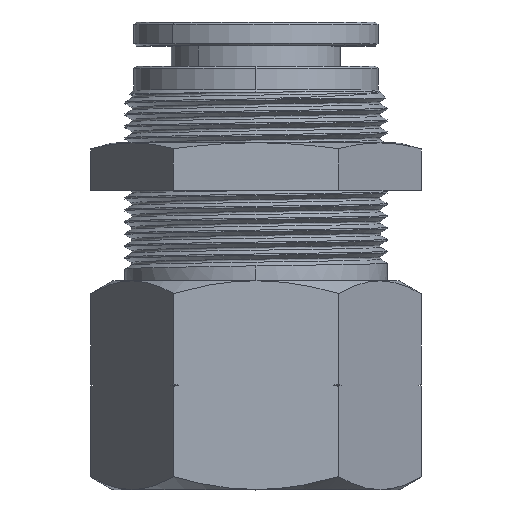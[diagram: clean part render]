
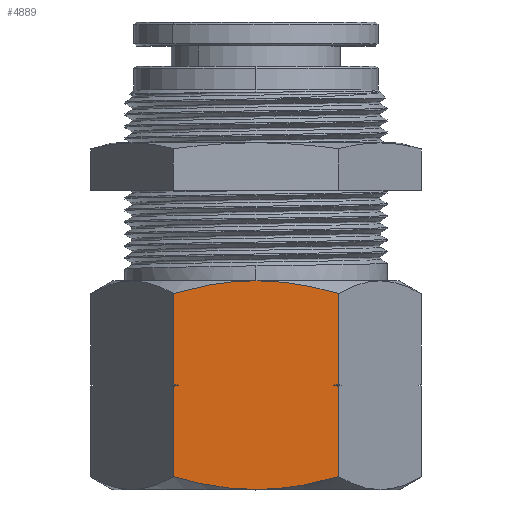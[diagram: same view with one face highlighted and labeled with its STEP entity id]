
A CAD part, top view. The second image highlights one B-rep face of the part: STEP entity #4889.
In plain terms, the highlighted planar face has unit normal (0, 0, 1).
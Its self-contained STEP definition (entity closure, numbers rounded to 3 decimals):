
#307 = CARTESIAN_POINT ( 'NONE',  ( 0., -17.5, 12. ) ) ;
#648 = B_SPLINE_CURVE_WITH_KNOTS ( 'NONE', 3,
 ( #1800, #18951, #7556, #27522, #10439, #30405 ),
 .UNSPECIFIED., .F., .F.,
 ( 4, 2, 4 ),
 ( 0.013, 0.016, 0.02 ),
 .UNSPECIFIED. ) ;
#1244 = CARTESIAN_POINT ( 'NONE',  ( -5.8, -16.754, 12. ) ) ;
#1367 = EDGE_CURVE ( 'NONE', #24836, #11512, #25827, .T. ) ;
#1372 = CARTESIAN_POINT ( 'NONE',  ( 4.673, -0.479, 12. ) ) ;
#1800 = CARTESIAN_POINT ( 'NONE',  ( -6.928, -1.072, 12. ) ) ;
#2075 = CARTESIAN_POINT ( 'NONE',  ( 6.519, -8.75, 12. ) ) ;
#2940 = CARTESIAN_POINT ( 'NONE',  ( 6.656, -8.783, 12. ) ) ;
#3025 = VECTOR ( 'NONE', #12242, 1000. ) ;
#4271 = CARTESIAN_POINT ( 'NONE',  ( 6.928, -1.072, 12. ) ) ;
#4513 = CARTESIAN_POINT ( 'NONE',  ( -6.792, -8.684, 12. ) ) ;
#4858 = VECTOR ( 'NONE', #12530, 1000. ) ;
#4889 = ADVANCED_FACE ( 'NONE', ( #7632 ), #32168, .F. ) ;
#5925 = CARTESIAN_POINT ( 'NONE',  ( 5.808, -16.752, 12. ) ) ;
#6230 = ORIENTED_EDGE ( 'NONE', *, *, #28510, .F. ) ;
#6731 = ORIENTED_EDGE ( 'NONE', *, *, #15228, .F. ) ;
#6908 = CARTESIAN_POINT ( 'NONE',  ( -1.172, -17.5, 12. ) ) ;
#7179 = VERTEX_POINT ( 'NONE', #22016 ) ;
#7291 = B_SPLINE_CURVE_WITH_KNOTS ( 'NONE', 3,
 ( #33302, #33425, #19218, #2075 ),
 .UNSPECIFIED., .F., .F.,
 ( 4, 4 ),
 ( 0.009, 0.009 ),
 .UNSPECIFIED. ) ;
#7556 = CARTESIAN_POINT ( 'NONE',  ( -4.647, -0.474, 12. ) ) ;
#7632 = FACE_OUTER_BOUND ( 'NONE', #22324, .T. ) ;
#7648 = VERTEX_POINT ( 'NONE', #27463 ) ;
#8060 = CARTESIAN_POINT ( 'NONE',  ( -6.928, -8.85, 12. ) ) ;
#8108 = ORIENTED_EDGE ( 'NONE', *, *, #32356, .F. ) ;
#8473 = CARTESIAN_POINT ( 'NONE',  ( 0., 0., 12. ) ) ;
#8500 = EDGE_CURVE ( 'NONE', #7648, #19440, #27946, .T. ) ;
#10159 = CARTESIAN_POINT ( 'NONE',  ( -6.519, -8.75, 12. ) ) ;
#10439 = CARTESIAN_POINT ( 'NONE',  ( -1.172, 0., 12. ) ) ;
#10561 = CARTESIAN_POINT ( 'NONE',  ( 6.928, -1.072, 12. ) ) ;
#11512 = VERTEX_POINT ( 'NONE', #29318 ) ;
#11572 = CARTESIAN_POINT ( 'NONE',  ( 6.928, -8.85, 12. ) ) ;
#11684 = CARTESIAN_POINT ( 'NONE',  ( 4.673, -17.021, 12. ) ) ;
#11976 = VERTEX_POINT ( 'NONE', #8473 ) ;
#11984 = LINE ( 'NONE', #13527, #33839 ) ;
#12242 = DIRECTION ( 'NONE',  ( 0., -1., 0. ) ) ;
#12279 = VERTEX_POINT ( 'NONE', #21288 ) ;
#12314 = DIRECTION ( 'NONE',  ( 0., 0., -1. ) ) ;
#12530 = DIRECTION ( 'NONE',  ( 0., -1., 0. ) ) ;
#12757 = CARTESIAN_POINT ( 'NONE',  ( 0.586, 0., 12. ) ) ;
#12983 = AXIS2_PLACEMENT_3D ( 'NONE', #29429, #12314, #32292 ) ;
#13527 = CARTESIAN_POINT ( 'NONE',  ( 6.928, 0., 12. ) ) ;
#14094 = VERTEX_POINT ( 'NONE', #10561 ) ;
#14495 = CARTESIAN_POINT ( 'NONE',  ( -6.519, -8.75, 12. ) ) ;
#14577 = CARTESIAN_POINT ( 'NONE',  ( 2.355, -17.376, 12. ) ) ;
#14872 = VERTEX_POINT ( 'NONE', #23231 ) ;
#15228 = EDGE_CURVE ( 'NONE', #14872, #7648, #7291, .T. ) ;
#15443 = CARTESIAN_POINT ( 'NONE',  ( 6.928, 0., 12. ) ) ;
#15662 = CARTESIAN_POINT ( 'NONE',  ( 1.176, -0.025, 12. ) ) ;
#16209 = CARTESIAN_POINT ( 'NONE',  ( -6.928, -8.65, 12. ) ) ;
#17184 = VERTEX_POINT ( 'NONE', #36309 ) ;
#17458 = CARTESIAN_POINT ( 'NONE',  ( 0.586, -17.5, 12. ) ) ;
#17703 = ORIENTED_EDGE ( 'NONE', *, *, #26847, .F. ) ;
#18406 = CARTESIAN_POINT ( 'NONE',  ( -4.647, -17.026, 12. ) ) ;
#18426 = ORIENTED_EDGE ( 'NONE', *, *, #23744, .F. ) ;
#18534 = CARTESIAN_POINT ( 'NONE',  ( 2.939, -0.198, 12. ) ) ;
#18766 = VECTOR ( 'NONE', #34789, 1000. ) ;
#18951 = CARTESIAN_POINT ( 'NONE',  ( -5.8, -0.746, 12. ) ) ;
#19218 = CARTESIAN_POINT ( 'NONE',  ( 6.656, -8.717, 12. ) ) ;
#19239 = CARTESIAN_POINT ( 'NONE',  ( -6.928, -8.85, 12. ) ) ;
#19440 = VERTEX_POINT ( 'NONE', #25242 ) ;
#20641 = EDGE_CURVE ( 'NONE', #17184, #11512, #28489, .T. ) ;
#20773 = ORIENTED_EDGE ( 'NONE', *, *, #36933, .F. ) ;
#21246 = CARTESIAN_POINT ( 'NONE',  ( -6.928, -16.428, 12. ) ) ;
#21248 = CARTESIAN_POINT ( 'NONE',  ( 0., 0., 12. ) ) ;
#21288 = CARTESIAN_POINT ( 'NONE',  ( -6.519, -8.75, 12. ) ) ;
#21371 = CARTESIAN_POINT ( 'NONE',  ( 5.808, -0.748, 12. ) ) ;
#22016 = CARTESIAN_POINT ( 'NONE',  ( 6.928, -16.428, 12. ) ) ;
#22324 = EDGE_LOOP ( 'NONE', ( #18426, #8108, #30199, #27311, #20773, #17703, #35890, #6731, #24074, #23538, #6230, #29773 ) ) ;
#22373 = B_SPLINE_CURVE_WITH_KNOTS ( 'NONE', 3,
 ( #10159, #32969, #4513, #24515 ),
 .UNSPECIFIED., .F., .F.,
 ( 4, 4 ),
 ( 0.022, 0.023 ),
 .UNSPECIFIED. ) ;
#22935 = CARTESIAN_POINT ( 'NONE',  ( 6.519, -8.75, 12. ) ) ;
#23231 = CARTESIAN_POINT ( 'NONE',  ( 6.928, -8.65, 12. ) ) ;
#23538 = ORIENTED_EDGE ( 'NONE', *, *, #25787, .F. ) ;
#23744 = EDGE_CURVE ( 'NONE', #12279, #32973, #22373, .T. ) ;
#24074 = ORIENTED_EDGE ( 'NONE', *, *, #34677, .F. ) ;
#24515 = CARTESIAN_POINT ( 'NONE',  ( -6.928, -8.65, 12. ) ) ;
#24723 = CARTESIAN_POINT ( 'NONE',  ( -6.928, -1.072, 12. ) ) ;
#24836 = VERTEX_POINT ( 'NONE', #8060 ) ;
#25178 = CARTESIAN_POINT ( 'NONE',  ( 6.928, -16.428, 12. ) ) ;
#25242 = CARTESIAN_POINT ( 'NONE',  ( 6.928, -8.85, 12. ) ) ;
#25787 = EDGE_CURVE ( 'NONE', #11976, #14094, #30597, .T. ) ;
#25827 = LINE ( 'NONE', #29350, #3025 ) ;
#26350 = LINE ( 'NONE', #32150, #18766 ) ;
#26720 = EDGE_CURVE ( 'NONE', #36192, #32973, #26350, .T. ) ;
#26847 = EDGE_CURVE ( 'NONE', #19440, #7179, #34361, .T. ) ;
#26863 = CARTESIAN_POINT ( 'NONE',  ( 0., -17.5, 12. ) ) ;
#27311 = ORIENTED_EDGE ( 'NONE', *, *, #20641, .F. ) ;
#27463 = CARTESIAN_POINT ( 'NONE',  ( 6.519, -8.75, 12. ) ) ;
#27522 = CARTESIAN_POINT ( 'NONE',  ( -2.335, -0.101, 12. ) ) ;
#27946 = B_SPLINE_CURVE_WITH_KNOTS ( 'NONE', 3,
 ( #22935, #2940, #28665, #11572 ),
 .UNSPECIFIED., .F., .F.,
 ( 4, 4 ),
 ( 0.022, 0.023 ),
 .UNSPECIFIED. ) ;
#28489 = B_SPLINE_CURVE_WITH_KNOTS ( 'NONE', 3,
 ( #26863, #6908, #35480, #18406, #1244, #21246 ),
 .UNSPECIFIED., .F., .F.,
 ( 4, 2, 4 ),
 ( 0.049, 0.052, 0.056 ),
 .UNSPECIFIED. ) ;
#28510 = EDGE_CURVE ( 'NONE', #36192, #11976, #648, .T. ) ;
#28665 = CARTESIAN_POINT ( 'NONE',  ( 6.792, -8.816, 12. ) ) ;
#29318 = CARTESIAN_POINT ( 'NONE',  ( -6.928, -16.428, 12. ) ) ;
#29350 = CARTESIAN_POINT ( 'NONE',  ( -6.928, 0., 12. ) ) ;
#29429 = CARTESIAN_POINT ( 'NONE',  ( -6.928, 0., 12. ) ) ;
#29773 = ORIENTED_EDGE ( 'NONE', *, *, #26720, .T. ) ;
#30199 = ORIENTED_EDGE ( 'NONE', *, *, #1367, .T. ) ;
#30405 = CARTESIAN_POINT ( 'NONE',  ( 0., 0., 12. ) ) ;
#30597 = B_SPLINE_CURVE_WITH_KNOTS ( 'NONE', 3,
 ( #21248, #12757, #15662, #35610, #18534, #1372, #21371, #4271 ),
 .UNSPECIFIED., .F., .F.,
 ( 4, 2, 2, 4 ),
 ( 0.02, 0.022, 0.023, 0.027 ),
 .UNSPECIFIED. ) ;
#31443 = CARTESIAN_POINT ( 'NONE',  ( -6.792, -8.816, 12. ) ) ;
#31568 = CARTESIAN_POINT ( 'NONE',  ( -6.656, -8.783, 12. ) ) ;
#31639 = CARTESIAN_POINT ( 'NONE',  ( 2.939, -17.302, 12. ) ) ;
#32150 = CARTESIAN_POINT ( 'NONE',  ( -6.928, 0., 12. ) ) ;
#32168 = PLANE ( 'NONE',  #12983 ) ;
#32292 = DIRECTION ( 'NONE',  ( -1., 0., 0. ) ) ;
#32356 = EDGE_CURVE ( 'NONE', #24836, #12279, #33157, .T. ) ;
#32682 = B_SPLINE_CURVE_WITH_KNOTS ( 'NONE', 3,
 ( #25178, #5925, #11684, #31639, #14577, #34508, #17458, #307 ),
 .UNSPECIFIED., .F., .F.,
 ( 4, 2, 2, 4 ),
 ( 0.042, 0.045, 0.047, 0.049 ),
 .UNSPECIFIED. ) ;
#32969 = CARTESIAN_POINT ( 'NONE',  ( -6.656, -8.717, 12. ) ) ;
#32973 = VERTEX_POINT ( 'NONE', #16209 ) ;
#33157 = B_SPLINE_CURVE_WITH_KNOTS ( 'NONE', 3,
 ( #19239, #31443, #31568, #14495 ),
 .UNSPECIFIED., .F., .F.,
 ( 4, 4 ),
 ( 0.009, 0.009 ),
 .UNSPECIFIED. ) ;
#33302 = CARTESIAN_POINT ( 'NONE',  ( 6.928, -8.65, 12. ) ) ;
#33425 = CARTESIAN_POINT ( 'NONE',  ( 6.792, -8.684, 12. ) ) ;
#33479 = DIRECTION ( 'NONE',  ( 0., -1., 0. ) ) ;
#33839 = VECTOR ( 'NONE', #33479, 1000. ) ;
#34361 = LINE ( 'NONE', #15443, #4858 ) ;
#34508 = CARTESIAN_POINT ( 'NONE',  ( 1.176, -17.475, 12. ) ) ;
#34677 = EDGE_CURVE ( 'NONE', #14094, #14872, #11984, .T. ) ;
#34789 = DIRECTION ( 'NONE',  ( 0., -1., 0. ) ) ;
#35480 = CARTESIAN_POINT ( 'NONE',  ( -2.335, -17.399, 12. ) ) ;
#35610 = CARTESIAN_POINT ( 'NONE',  ( 2.355, -0.124, 12. ) ) ;
#35890 = ORIENTED_EDGE ( 'NONE', *, *, #8500, .F. ) ;
#36192 = VERTEX_POINT ( 'NONE', #24723 ) ;
#36309 = CARTESIAN_POINT ( 'NONE',  ( 0., -17.5, 12. ) ) ;
#36933 = EDGE_CURVE ( 'NONE', #7179, #17184, #32682, .T. ) ;
